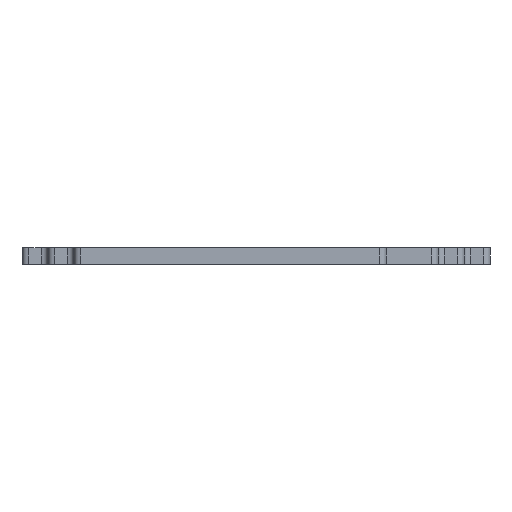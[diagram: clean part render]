
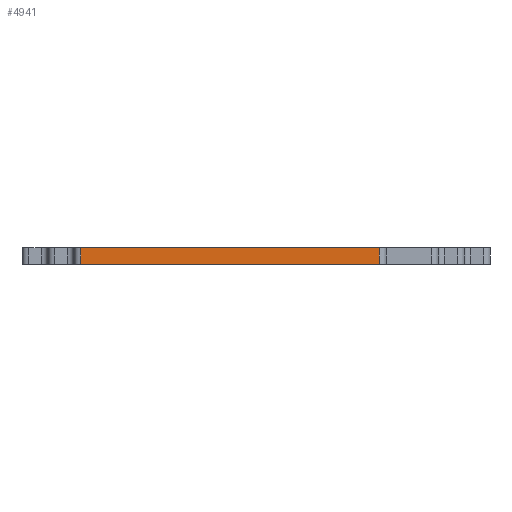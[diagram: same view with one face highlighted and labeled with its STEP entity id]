
A CAD part, left-side view. The second image highlights one B-rep face of the part: STEP entity #4941.
In plain terms, the highlighted planar face has unit normal (-1, 0, 0).
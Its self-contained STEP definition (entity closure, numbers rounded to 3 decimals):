
#307=CARTESIAN_POINT('',(-94.049,-25.266,11.));
#308=VERTEX_POINT('',#307);
#316=CARTESIAN_POINT('',(-94.049,29.384,11.));
#317=VERTEX_POINT('',#316);
#318=CARTESIAN_POINT('',(-94.049,-25.266,11.));
#319=DIRECTION('',(0.,1.,0.));
#320=VECTOR('',#319,54.65);
#321=LINE('',#318,#320);
#322=EDGE_CURVE('',#308,#317,#321,.T.);
#2693=CARTESIAN_POINT('',(-94.049,29.384,14.));
#2694=VERTEX_POINT('',#2693);
#2702=CARTESIAN_POINT('',(-94.049,-25.266,14.));
#2703=VERTEX_POINT('',#2702);
#2704=CARTESIAN_POINT('',(-94.049,-25.266,14.));
#2705=DIRECTION('',(0.,1.,0.));
#2706=VECTOR('',#2705,54.65);
#2707=LINE('',#2704,#2706);
#2708=EDGE_CURVE('',#2703,#2694,#2707,.T.);
#4920=CARTESIAN_POINT('',(-94.049,21.109,11.));
#4921=DIRECTION('',(1.,0.,0.));
#4922=DIRECTION('',(0.,0.,-1.));
#4923=AXIS2_PLACEMENT_3D('',#4920,#4921,#4922);
#4924=PLANE('',#4923);
#4925=ORIENTED_EDGE('',*,*,#2708,.T.);
#4926=CARTESIAN_POINT('',(-94.049,29.384,14.));
#4927=DIRECTION('',(-0.,-0.,-1.));
#4928=VECTOR('',#4927,3.);
#4929=LINE('',#4926,#4928);
#4930=EDGE_CURVE('',#2694,#317,#4929,.T.);
#4931=ORIENTED_EDGE('',*,*,#4930,.T.);
#4932=ORIENTED_EDGE('',*,*,#322,.F.);
#4933=CARTESIAN_POINT('',(-94.049,-25.266,11.));
#4934=DIRECTION('',(0.,0.,1.));
#4935=VECTOR('',#4934,3.);
#4936=LINE('',#4933,#4935);
#4937=EDGE_CURVE('',#308,#2703,#4936,.T.);
#4938=ORIENTED_EDGE('',*,*,#4937,.T.);
#4939=EDGE_LOOP('',(#4925,#4931,#4932,#4938));
#4940=FACE_BOUND('',#4939,.T.);
#4941=ADVANCED_FACE('',(#4940),#4924,.F.);
